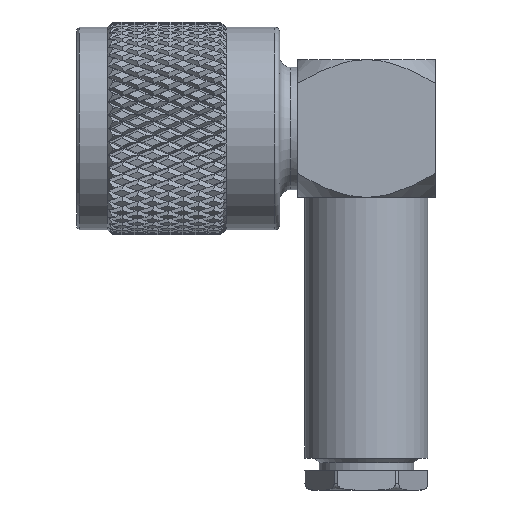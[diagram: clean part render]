
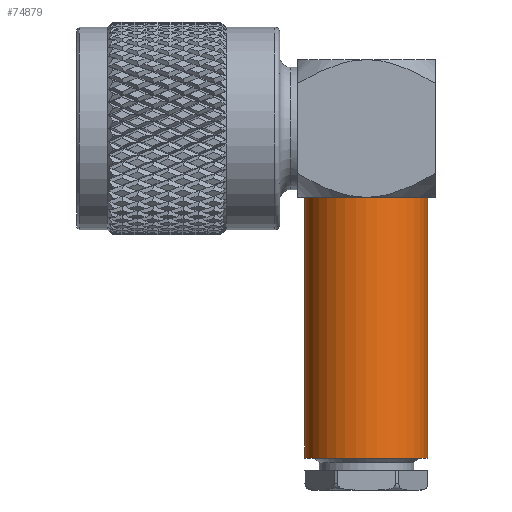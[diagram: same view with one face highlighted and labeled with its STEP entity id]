
A CAD part, front view. The second image highlights one B-rep face of the part: STEP entity #74879.
In plain terms, the highlighted cylindrical face has radius 6.35 mm (diameter 12.7 mm), a partial arc.
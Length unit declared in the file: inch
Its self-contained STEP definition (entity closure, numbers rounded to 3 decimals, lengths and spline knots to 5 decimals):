
#1303 = CARTESIAN_POINT ( 'NONE',  ( 1.17825, 0., -3.92711 ) ) ;
#2880 = DIRECTION ( 'NONE',  ( 1., 0., 0. ) ) ;
#7757 = EDGE_CURVE ( 'NONE', #85752, #67193, #20750, .T. ) ;
#9051 = VECTOR ( 'NONE', #99966, 39.37008 ) ;
#9705 = ORIENTED_EDGE ( 'NONE', *, *, #43262, .T. ) ;
#16515 = CARTESIAN_POINT ( 'NONE',  ( 0.92825, 0., -3.92711 ) ) ;
#20750 = CIRCLE ( 'NONE', #58358, 0.25 ) ;
#23661 = EDGE_CURVE ( 'NONE', #83779, #67193, #67886, .T. ) ;
#24710 = CIRCLE ( 'NONE', #45248, 0.25 ) ;
#25653 = DIRECTION ( 'NONE',  ( 0., 0., -1. ) ) ;
#33307 = EDGE_CURVE ( 'NONE', #42761, #83779, #24710, .T. ) ;
#34993 = DIRECTION ( 'NONE',  ( -1., 0., 0. ) ) ;
#35523 = DIRECTION ( 'NONE',  ( 0., 0., 1. ) ) ;
#42545 = CYLINDRICAL_SURFACE ( 'NONE', #67298, 0.25 ) ;
#42761 = VERTEX_POINT ( 'NONE', #75578 ) ;
#43262 = EDGE_CURVE ( 'NONE', #42761, #85752, #97270, .T. ) ;
#45248 = AXIS2_PLACEMENT_3D ( 'NONE', #60422, #25653, #58304 ) ;
#53990 = VECTOR ( 'NONE', #56641, 39.37008 ) ;
#56641 = DIRECTION ( 'NONE',  ( 0., 0., 1. ) ) ;
#57928 = CARTESIAN_POINT ( 'NONE',  ( 0.92825, 0., -1.34 ) ) ;
#58304 = DIRECTION ( 'NONE',  ( -1., 0., 0. ) ) ;
#58358 = AXIS2_PLACEMENT_3D ( 'NONE', #91168, #90644, #34993 ) ;
#59410 = CARTESIAN_POINT ( 'NONE',  ( 1.42825, 0., -0.28 ) ) ;
#60422 = CARTESIAN_POINT ( 'NONE',  ( 1.17825, 0., -1.34 ) ) ;
#67193 = VERTEX_POINT ( 'NONE', #91064 ) ;
#67298 = AXIS2_PLACEMENT_3D ( 'NONE', #1303, #35523, #2880 ) ;
#67886 = LINE ( 'NONE', #16515, #9051 ) ;
#72668 = CARTESIAN_POINT ( 'NONE',  ( 1.42825, 0., -3.92711 ) ) ;
#74607 = FACE_OUTER_BOUND ( 'NONE', #99698, .T. ) ;
#74879 = ADVANCED_FACE ( 'NONE', ( #74607 ), #42545, .T. ) ;
#75578 = CARTESIAN_POINT ( 'NONE',  ( 1.42825, 0., -1.34 ) ) ;
#83779 = VERTEX_POINT ( 'NONE', #57928 ) ;
#85752 = VERTEX_POINT ( 'NONE', #59410 ) ;
#86674 = ORIENTED_EDGE ( 'NONE', *, *, #23661, .F. ) ;
#87071 = ORIENTED_EDGE ( 'NONE', *, *, #33307, .F. ) ;
#90644 = DIRECTION ( 'NONE',  ( 0., 0., -1. ) ) ;
#91064 = CARTESIAN_POINT ( 'NONE',  ( 0.92825, 0., -0.28 ) ) ;
#91168 = CARTESIAN_POINT ( 'NONE',  ( 1.17825, 0., -0.28 ) ) ;
#94135 = ORIENTED_EDGE ( 'NONE', *, *, #7757, .T. ) ;
#97270 = LINE ( 'NONE', #72668, #53990 ) ;
#99698 = EDGE_LOOP ( 'NONE', ( #86674, #87071, #9705, #94135 ) ) ;
#99966 = DIRECTION ( 'NONE',  ( 0., 0., 1. ) ) ;
